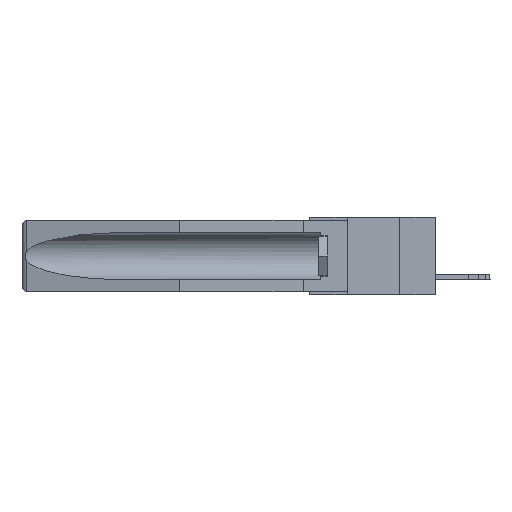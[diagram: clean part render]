
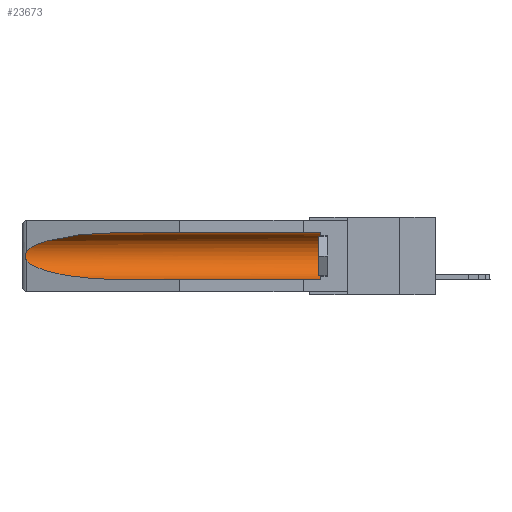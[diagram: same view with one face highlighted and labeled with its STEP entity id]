
A CAD part, left-side view. The second image highlights one B-rep face of the part: STEP entity #23673.
In plain terms, the highlighted cylindrical face has radius 2.857 mm (diameter 5.715 mm), a partial arc.
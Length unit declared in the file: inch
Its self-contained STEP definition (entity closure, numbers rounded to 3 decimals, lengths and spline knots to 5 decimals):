
#51 = LINE ( 'NONE', #23250, #20510 ) ;
#92 = CARTESIAN_POINT ( 'NONE',  ( 0.26537, 1.52718, -0.14972 ) ) ;
#944 = VECTOR ( 'NONE', #22537, 39.37008 ) ;
#1047 = CARTESIAN_POINT ( 'NONE',  ( 0.2675, 1.53308, -0.16763 ) ) ;
#1729 = CARTESIAN_POINT ( 'NONE',  ( 0.155, 0.126, -0.284 ) ) ;
#1786 = EDGE_CURVE ( 'NONE', #10242, #2984, #10775, .T. ) ;
#2580 = CARTESIAN_POINT ( 'NONE',  ( 0.26537, 1.52718, -0.14972 ) ) ;
#2984 = VERTEX_POINT ( 'NONE', #13334 ) ;
#3467 = EDGE_CURVE ( 'NONE', #18240, #10547, #21889, .T. ) ;
#3716 = CARTESIAN_POINT ( 'NONE',  ( 0.155, 0.126, -0.059 ) ) ;
#3959 = FACE_OUTER_BOUND ( 'NONE', #7200, .T. ) ;
#3964 = AXIS2_PLACEMENT_3D ( 'NONE', #18155, #14686, #10977 ) ;
#4416 = CARTESIAN_POINT ( 'NONE',  ( 0.21114, 1.30732, -0.059 ) ) ;
#4622 = EDGE_CURVE ( 'NONE', #10547, #5123, #7271, .T. ) ;
#4864 = CARTESIAN_POINT ( 'NONE',  ( 0.26655, 1.53094, -0.18657 ) ) ;
#5123 = VERTEX_POINT ( 'NONE', #10701 ) ;
#6296 = ORIENTED_EDGE ( 'NONE', *, *, #11899, .T. ) ;
#6538 = VERTEX_POINT ( 'NONE', #3716 ) ;
#6991 = CARTESIAN_POINT ( 'NONE',  ( 0.155, 1.07973, -0.284 ) ) ;
#7200 = EDGE_LOOP ( 'NONE', ( #11502, #16889, #6296, #8427, #12709, #18192 ) ) ;
#7271 = B_SPLINE_CURVE_WITH_KNOTS ( 'NONE', 3,
 ( #10251, #21457, #21372, #23156, #1047, #19506, #17675, #4864, #17447, #19266 ),
 .UNSPECIFIED., .F., .F.,
 ( 4, 2, 2, 2, 4 ),
 ( 0., 0.00029, 0.00058, 0.00087, 0.00117 ),
 .UNSPECIFIED. ) ;
#7498 = AXIS2_PLACEMENT_3D ( 'NONE', #20675, #15274, #20912 ) ;
#7999 = CYLINDRICAL_SURFACE ( 'NONE', #7498, 0.1125 ) ;
#8427 = ORIENTED_EDGE ( 'NONE', *, *, #1786, .F. ) ;
#10242 = VERTEX_POINT ( 'NONE', #1729 ) ;
#10251 = CARTESIAN_POINT ( 'NONE',  ( 0.26537, 1.52718, -0.14972 ) ) ;
#10547 = VERTEX_POINT ( 'NONE', #92 ) ;
#10577 = CIRCLE ( 'NONE', #3964, 0.1125 ) ;
#10609 = CARTESIAN_POINT ( 'NONE',  ( 0.21114, 1.30732, -0.284 ) ) ;
#10701 = CARTESIAN_POINT ( 'NONE',  ( 0.26537, 1.52718, -0.19328 ) ) ;
#10775 = LINE ( 'NONE', #11340, #944 ) ;
#10977 = DIRECTION ( 'NONE',  ( 0., 0., 1. ) ) ;
#11340 = CARTESIAN_POINT ( 'NONE',  ( 0.155, -0.30754, -0.284 ) ) ;
#11502 = ORIENTED_EDGE ( 'NONE', *, *, #3467, .T. ) ;
#11899 = EDGE_CURVE ( 'NONE', #5123, #2984, #22334, .T. ) ;
#12709 = ORIENTED_EDGE ( 'NONE', *, *, #14155, .T. ) ;
#13334 = CARTESIAN_POINT ( 'NONE',  ( 0.155, 1.07973, -0.284 ) ) ;
#13678 = CARTESIAN_POINT ( 'NONE',  ( 0.155, 1.07973, -0.059 ) ) ;
#14152 = DIRECTION ( 'NONE',  ( 0., 1., 0. ) ) ;
#14155 = EDGE_CURVE ( 'NONE', #10242, #6538, #10577, .T. ) ;
#14317 = CARTESIAN_POINT ( 'NONE',  ( 0.25451, 1.48313, -0.24835 ) ) ;
#14686 = DIRECTION ( 'NONE',  ( 0., -1., 0. ) ) ;
#15274 = DIRECTION ( 'NONE',  ( 0., 1., 0. ) ) ;
#15277 = CARTESIAN_POINT ( 'NONE',  ( 0.155, 1.07973, -0.059 ) ) ;
#16889 = ORIENTED_EDGE ( 'NONE', *, *, #4622, .T. ) ;
#17447 = CARTESIAN_POINT ( 'NONE',  ( 0.26597, 1.5296, -0.19026 ) ) ;
#17629 = CARTESIAN_POINT ( 'NONE',  ( 0.25451, 1.48313, -0.09465 ) ) ;
#17675 = CARTESIAN_POINT ( 'NONE',  ( 0.2673, 1.53269, -0.17917 ) ) ;
#17950 = CARTESIAN_POINT ( 'NONE',  ( 0.26537, 1.52718, -0.19328 ) ) ;
#18155 = CARTESIAN_POINT ( 'NONE',  ( 0.155, 0.126, -0.1715 ) ) ;
#18192 = ORIENTED_EDGE ( 'NONE', *, *, #20790, .T. ) ;
#18240 = VERTEX_POINT ( 'NONE', #15277 ) ;
#19266 = CARTESIAN_POINT ( 'NONE',  ( 0.26537, 1.52718, -0.19328 ) ) ;
#19506 = CARTESIAN_POINT ( 'NONE',  ( 0.2675, 1.53308, -0.17534 ) ) ;
#20510 = VECTOR ( 'NONE', #14152, 39.37008 ) ;
#20675 = CARTESIAN_POINT ( 'NONE',  ( 0.155, -0.30754, -0.1715 ) ) ;
#20790 = EDGE_CURVE ( 'NONE', #6538, #18240, #51, .T. ) ;
#20912 = DIRECTION ( 'NONE',  ( 0., 0., 1. ) ) ;
#21372 = CARTESIAN_POINT ( 'NONE',  ( 0.26654, 1.53092, -0.15636 ) ) ;
#21457 = CARTESIAN_POINT ( 'NONE',  ( 0.26597, 1.52961, -0.15275 ) ) ;
#21889 =( BOUNDED_CURVE ( )  B_SPLINE_CURVE ( 3, ( #13678, #4416, #17629, #2580 ),
 .UNSPECIFIED., .F., .F. ) 
 B_SPLINE_CURVE_WITH_KNOTS ( ( 4, 4 ),
 ( 4.71239, 6.08839 ),
 .UNSPECIFIED. ) 
 CURVE ( )  GEOMETRIC_REPRESENTATION_ITEM ( )  RATIONAL_B_SPLINE_CURVE ( ( 1., 0.848, 0.848, 1. ) ) 
 REPRESENTATION_ITEM ( '' )  );
#22334 =( BOUNDED_CURVE ( )  B_SPLINE_CURVE ( 3, ( #17950, #14317, #10609, #6991 ),
 .UNSPECIFIED., .F., .F. ) 
 B_SPLINE_CURVE_WITH_KNOTS ( ( 4, 4 ),
 ( 0.1948, 1.5708 ),
 .UNSPECIFIED. ) 
 CURVE ( )  GEOMETRIC_REPRESENTATION_ITEM ( )  RATIONAL_B_SPLINE_CURVE ( ( 1., 0.848, 0.848, 1. ) ) 
 REPRESENTATION_ITEM ( '' )  );
#22537 = DIRECTION ( 'NONE',  ( 0., 1., 0. ) ) ;
#23156 = CARTESIAN_POINT ( 'NONE',  ( 0.2673, 1.5327, -0.16383 ) ) ;
#23250 = CARTESIAN_POINT ( 'NONE',  ( 0.155, -0.30754, -0.059 ) ) ;
#23673 = ADVANCED_FACE ( 'NONE', ( #3959 ), #7999, .F. ) ;
